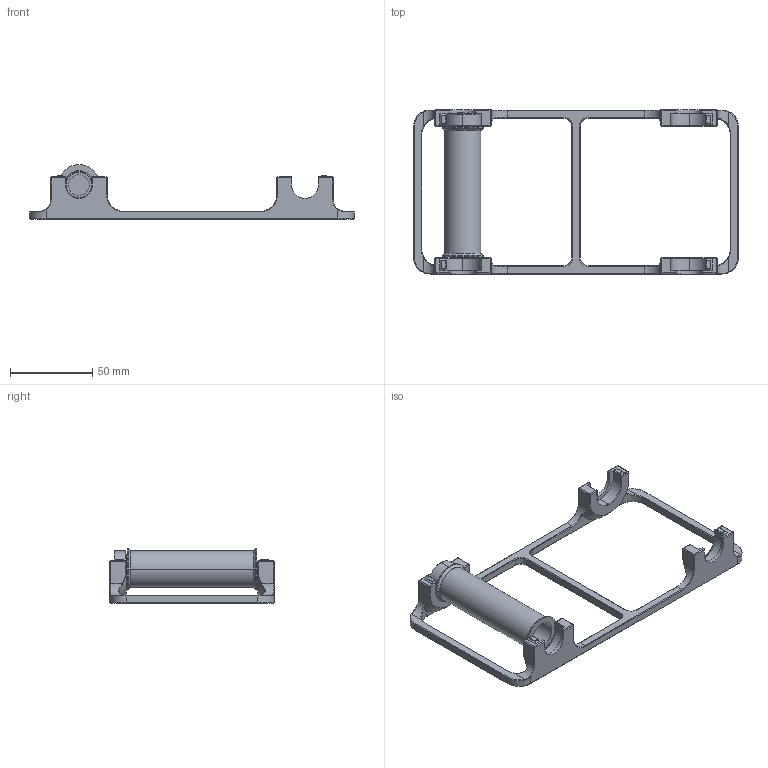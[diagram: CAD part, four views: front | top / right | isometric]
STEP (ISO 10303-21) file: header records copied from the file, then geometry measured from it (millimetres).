
FILE_DESCRIPTION (( 'STEP AP214' ), '1' );
FILE_NAME ('幗芠蹋殤.STEP', '2023-09-21T09:47:44', ( '' ), ( '' ), 'SwSTEP 2.0', 'SolidWorks 2020', '' );
FILE_SCHEMA (( 'AUTOMOTIVE_DESIGN' ));
Length unit declared in the file: millimetre
Products named in the file (4): 菁釱; 幗芠蹋殤; 幗芠; 608
Assembly tree (3 placements, depth 2):
  幗芠蹋殤
    菁釱
    幗芠
    608
Bounding box: 198 x 100 x 33.5 mm (x, y, z)
Volume: 51757.6 mm3; surface area: 33661 mm2
Topology: 4 solids, 4 shells, 481 faces, 1206 edges, 752 vertices
Faces by surface type: plane 205, cylinder 120, bspline 82, cone 74
Entity records: 20399 total; most frequent: CARTESIAN_POINT 9465, ORIENTED_EDGE 2412, DIRECTION 1944, EDGE_CURVE 1206, VERTEX_POINT 752, LINE 678, VECTOR 678, AXIS2_PLACEMENT_3D 633
